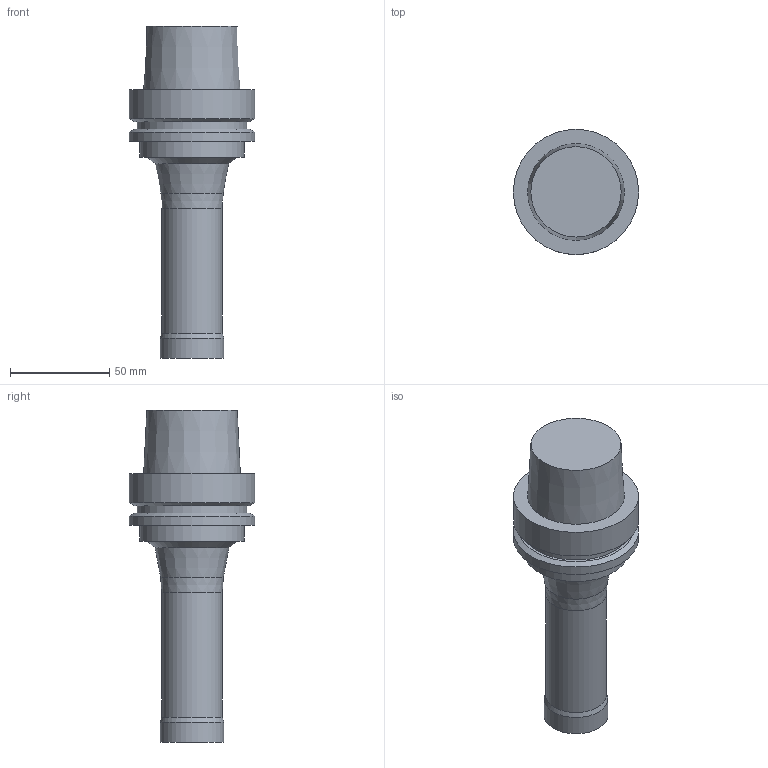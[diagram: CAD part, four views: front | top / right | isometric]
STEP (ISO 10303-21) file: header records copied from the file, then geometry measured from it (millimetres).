
FILE_DESCRIPTION((''),'1');
FILE_NAME('HSK-A63-FCR32102L-135.stp','2012-05-31T06:18:58',(''),(''),'Spatial Interop R18','Kubotek KeyCreator V8.5.1 (14335)',' ');
FILE_SCHEMA(('CONFIG_CONTROL_DESIGN'));
Length unit declared in the file: millimetre
Products named in the file (1): 1
Bounding box: 63 x 63 x 167 mm (x, y, z)
Volume: 230219.3 mm3; surface area: 27670.3 mm2
Topology: 1 solids, 1 shells, 20 faces, 32 edges, 19 vertices
Faces by surface type: cone 7, plane 7, cylinder 6
Full cylindrical faces by diameter (mm): 30.5 x1, 32 x1, 52.6 x1, 55 x1, 63 x2
Entity records: 438 total; most frequent: DIRECTION 80, CARTESIAN_POINT 59, AXIS2_PLACEMENT_3D 40, EDGE_LOOP 38, ORIENTED_EDGE 38, FACE_BOUND 31, ADVANCED_FACE 20, EDGE_CURVE 19
